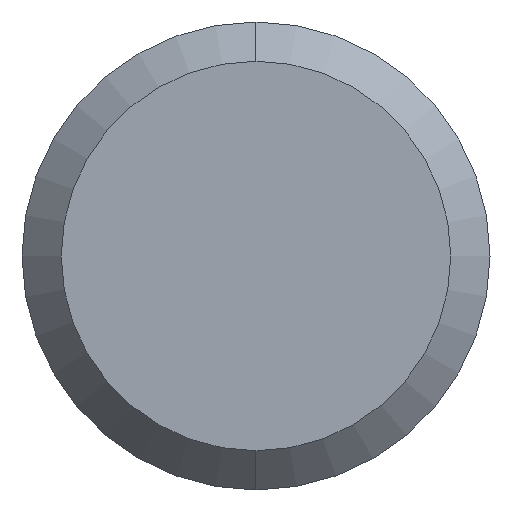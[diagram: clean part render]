
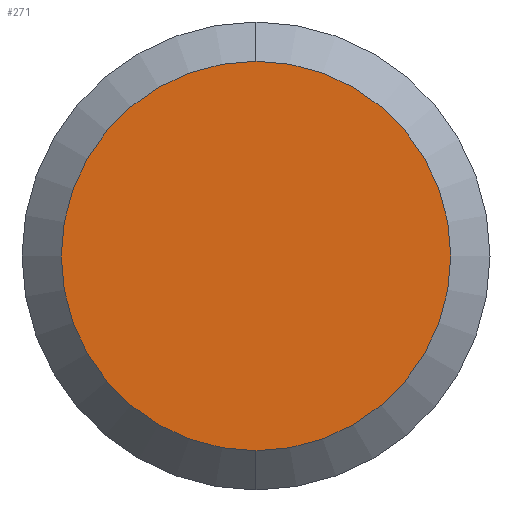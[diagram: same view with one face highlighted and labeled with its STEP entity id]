
A CAD part, left-side view. The second image highlights one B-rep face of the part: STEP entity #271.
In plain terms, the highlighted planar face has unit normal (-1, 0, 0).
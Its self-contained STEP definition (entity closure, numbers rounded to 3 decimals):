
#2 = AXIS2_PLACEMENT_3D ( 'NONE', #261, #10, #216 ) ;
#3 = VERTEX_POINT ( 'NONE', #84 ) ;
#6 = CARTESIAN_POINT ( 'NONE',  ( -11.75, 0., 0. ) ) ;
#7 = PLANE ( 'NONE',  #2 ) ;
#10 = DIRECTION ( 'NONE',  ( 1., 0., 0. ) ) ;
#17 = ORIENTED_EDGE ( 'NONE', *, *, #150, .T. ) ;
#22 = VERTEX_POINT ( 'NONE', #128 ) ;
#48 = DIRECTION ( 'NONE',  ( -1., 0., 0. ) ) ;
#50 = CARTESIAN_POINT ( 'NONE',  ( -11.75, 0., 0. ) ) ;
#74 = DIRECTION ( 'NONE',  ( 0., 0., -1. ) ) ;
#84 = CARTESIAN_POINT ( 'NONE',  ( -11.75, 0., -1.24 ) ) ;
#116 = FACE_OUTER_BOUND ( 'NONE', #180, .T. ) ;
#122 = EDGE_CURVE ( 'NONE', #3, #22, #188, .T. ) ;
#128 = CARTESIAN_POINT ( 'NONE',  ( -11.75, 0., 1.24 ) ) ;
#136 = AXIS2_PLACEMENT_3D ( 'NONE', #50, #48, #74 ) ;
#150 = EDGE_CURVE ( 'NONE', #22, #3, #195, .T. ) ;
#162 = AXIS2_PLACEMENT_3D ( 'NONE', #6, #260, #238 ) ;
#180 = EDGE_LOOP ( 'NONE', ( #231, #17 ) ) ;
#188 = CIRCLE ( 'NONE', #136, 1.24 ) ;
#195 = CIRCLE ( 'NONE', #162, 1.24 ) ;
#216 = DIRECTION ( 'NONE',  ( 0., 0., -1. ) ) ;
#231 = ORIENTED_EDGE ( 'NONE', *, *, #122, .T. ) ;
#238 = DIRECTION ( 'NONE',  ( 0., 0., -1. ) ) ;
#260 = DIRECTION ( 'NONE',  ( -1., 0., 0. ) ) ;
#261 = CARTESIAN_POINT ( 'NONE',  ( -11.75, 0., 0. ) ) ;
#271 = ADVANCED_FACE ( 'NONE', ( #116 ), #7, .F. ) ;
